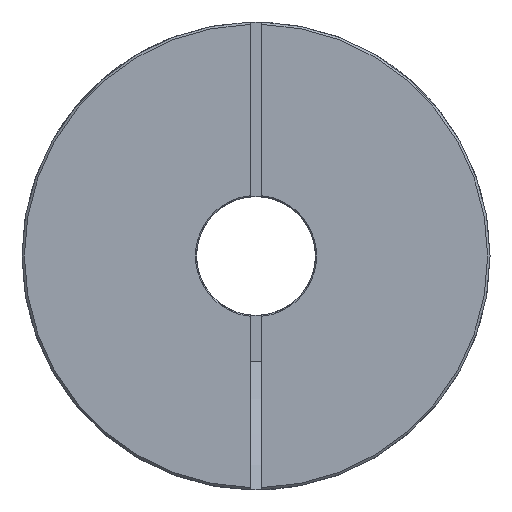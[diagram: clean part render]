
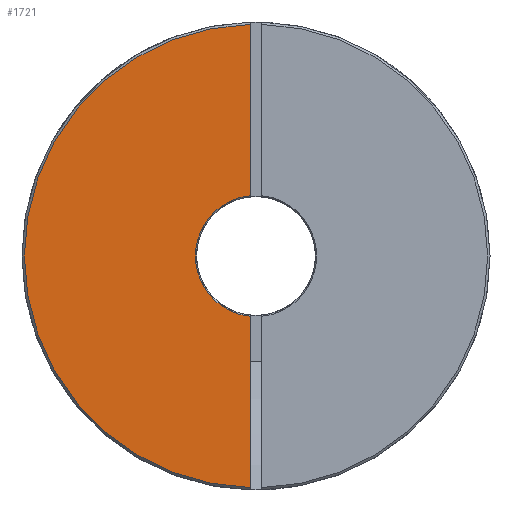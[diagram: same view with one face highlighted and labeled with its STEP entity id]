
A CAD part, left-side view. The second image highlights one B-rep face of the part: STEP entity #1721.
In plain terms, the highlighted planar face has unit normal (-1, 0, 0).
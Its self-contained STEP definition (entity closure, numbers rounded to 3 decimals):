
#7 = DIRECTION ( 'NONE',  ( 0., 0., 1. ) ) ;
#28 = CARTESIAN_POINT ( 'NONE',  ( 0., 0.61, -6.446 ) ) ;
#46 = VERTEX_POINT ( 'NONE', #1986 ) ;
#70 = VERTEX_POINT ( 'NONE', #1511 ) ;
#101 = ORIENTED_EDGE ( 'NONE', *, *, #1987, .T. ) ;
#151 = VERTEX_POINT ( 'NONE', #28 ) ;
#169 = DIRECTION ( 'NONE',  ( 0., 0., 1. ) ) ;
#214 = VECTOR ( 'NONE', #1420, 1000. ) ;
#306 = VECTOR ( 'NONE', #788, 1000. ) ;
#390 = FACE_OUTER_BOUND ( 'NONE', #433, .T. ) ;
#406 = VERTEX_POINT ( 'NONE', #768 ) ;
#433 = EDGE_LOOP ( 'NONE', ( #493, #101, #1243, #1920 ) ) ;
#463 = LINE ( 'NONE', #1694, #214 ) ;
#493 = ORIENTED_EDGE ( 'NONE', *, *, #1587, .T. ) ;
#626 = CARTESIAN_POINT ( 'NONE',  ( 0., 0., 0. ) ) ;
#683 = CARTESIAN_POINT ( 'NONE',  ( 0., 0., 0. ) ) ;
#761 = CIRCLE ( 'NONE', #1289, 6.475 ) ;
#768 = CARTESIAN_POINT ( 'NONE',  ( 0., 0.61, -24.742 ) ) ;
#788 = DIRECTION ( 'NONE',  ( 0., 0., -1. ) ) ;
#910 = DIRECTION ( 'NONE',  ( 0., 0., 1. ) ) ;
#1021 = DIRECTION ( 'NONE',  ( -1., 0., 0. ) ) ;
#1193 = DIRECTION ( 'NONE',  ( -1., 0., 0. ) ) ;
#1227 = AXIS2_PLACEMENT_3D ( 'NONE', #626, #1193, #7 ) ;
#1243 = ORIENTED_EDGE ( 'NONE', *, *, #1863, .F. ) ;
#1268 = DIRECTION ( 'NONE',  ( 1., 0., 0. ) ) ;
#1289 = AXIS2_PLACEMENT_3D ( 'NONE', #1900, #1268, #169 ) ;
#1420 = DIRECTION ( 'NONE',  ( 0., 0., 1. ) ) ;
#1445 = CIRCLE ( 'NONE', #1906, 24.75 ) ;
#1511 = CARTESIAN_POINT ( 'NONE',  ( 0., 0.61, 24.742 ) ) ;
#1537 = LINE ( 'NONE', #1884, #306 ) ;
#1587 = EDGE_CURVE ( 'NONE', #406, #151, #463, .T. ) ;
#1694 = CARTESIAN_POINT ( 'NONE',  ( 0., 0.61, 1.375 ) ) ;
#1721 = ADVANCED_FACE ( 'NONE', ( #390 ), #2040, .T. ) ;
#1863 = EDGE_CURVE ( 'NONE', #70, #46, #1537, .T. ) ;
#1884 = CARTESIAN_POINT ( 'NONE',  ( 0., 0.61, 24.993 ) ) ;
#1900 = CARTESIAN_POINT ( 'NONE',  ( 0., 0., 0. ) ) ;
#1906 = AXIS2_PLACEMENT_3D ( 'NONE', #683, #1021, #910 ) ;
#1920 = ORIENTED_EDGE ( 'NONE', *, *, #2028, .T. ) ;
#1986 = CARTESIAN_POINT ( 'NONE',  ( 0., 0.61, 6.446 ) ) ;
#1987 = EDGE_CURVE ( 'NONE', #151, #46, #761, .T. ) ;
#2028 = EDGE_CURVE ( 'NONE', #70, #406, #1445, .T. ) ;
#2040 = PLANE ( 'NONE',  #1227 ) ;
